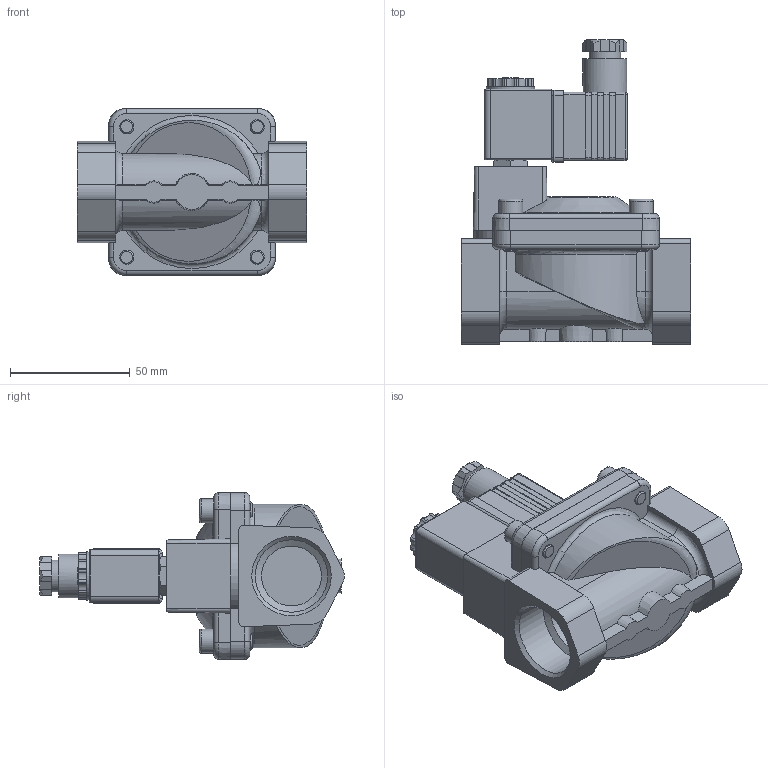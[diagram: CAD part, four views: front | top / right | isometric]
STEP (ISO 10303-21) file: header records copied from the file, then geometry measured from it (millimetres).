
FILE_DESCRIPTION((''),'2;1');
FILE_NAME('MS2A25F025I24=stp.stp','2022-01-20T15:11:21',('RL'),(''),'Autodesk Inventor 2012','Autodesk Inventor 2012','');
FILE_SCHEMA(('AUTOMOTIVE_DESIGN { 1 0 10303 214 1 1 1 1 }'));
Length unit declared in the file: millimetre
Products named in the file (3): MS2A25F025I24/=; MS2A25E025I23050; GDB09
Assembly tree (2 placements, depth 2):
  MS2A25F025I24/=
    MS2A25E025I23050
    GDB09
Bounding box: 96 x 127.34 x 69.8 mm (x, y, z)
Volume: 241232.7 mm3; surface area: 47526.3 mm2
Topology: 3 solids, 3 shells, 494 faces, 1283 edges, 831 vertices
Faces by surface type: plane 261, cylinder 159, cone 38, torus 26, bspline 6, sphere 4
Full cylindrical faces by diameter (mm): 1.7 x3, 2.459 x1, 5 x1, 6 x5, 6.9 x1, 7.1 x1, 10 x4, 11 x1, 13.2 x1, 18.3 x1, 20.2 x1, 25 x2, 30.291 x2
Entity records: 16003 total; most frequent: CARTESIAN_POINT 3377, DIRECTION 2520, ORIENTED_EDGE 2470, EDGE_CURVE 1235, AXIS2_PLACEMENT_3D 891, VERTEX_POINT 823, VECTOR 738, LINE 738
